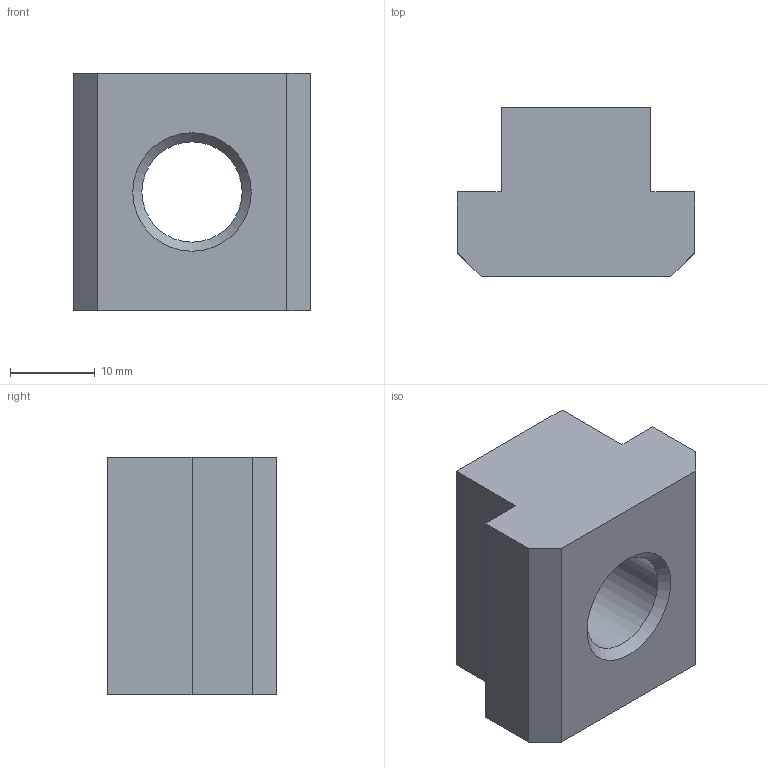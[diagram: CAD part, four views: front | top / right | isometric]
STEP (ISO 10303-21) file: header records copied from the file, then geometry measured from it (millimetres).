
FILE_DESCRIPTION( ( 'STEP AP214' ), '1' );
FILE_NAME( 'AMF80176.stp', '2021-04-13T12:36:17', ( 'License CC BY-ND 4.0' ), ( 'CADENAS' ), ' ', 'PARTsolutions', ' ' );
FILE_SCHEMA( ( 'AUTOMOTIVE_DESIGN { 1 0 10303 214 1 1 1 1 }' ) );
Length unit declared in the file: millimetre
Products named in the file (1): _AMF80176
Bounding box: 28 x 20 x 28 mm (x, y, z)
Volume: 10330.1 mm3; surface area: 3974 mm2
Topology: 1 solids, 1 shells, 15 faces, 37 edges, 24 vertices
Faces by surface type: plane 12, cone 2, cylinder 1
Full cylindrical faces by diameter (mm): 11.835 x1
Entity records: 564 total; most frequent: CARTESIAN_POINT 74, DIRECTION 70, ORIENTED_EDGE 68, EDGE_CURVE 34, LINE 30, VECTOR 30, VERTEX_POINT 24, AXIS2_PLACEMENT_3D 20
